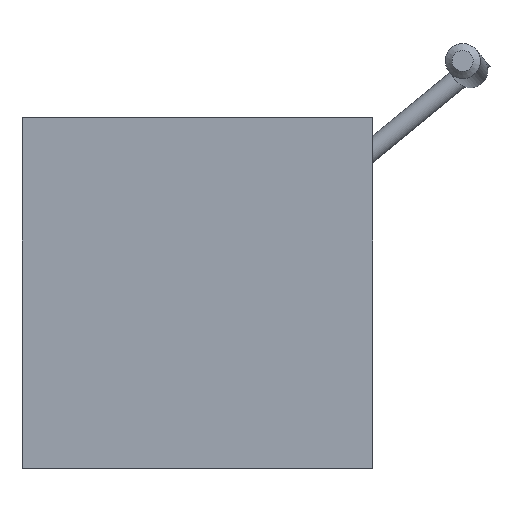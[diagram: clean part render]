
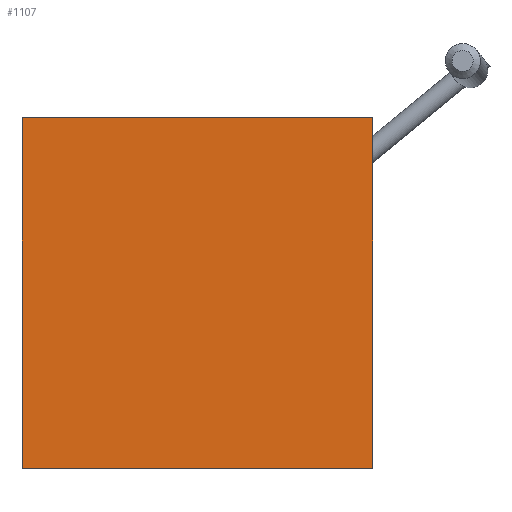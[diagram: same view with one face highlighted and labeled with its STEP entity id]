
A CAD part, front view. The second image highlights one B-rep face of the part: STEP entity #1107.
In plain terms, the highlighted planar face has unit normal (0, -1, 0).
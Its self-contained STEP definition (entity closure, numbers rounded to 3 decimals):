
#171=FACE_OUTER_BOUND('',#245,.T.);
#245=EDGE_LOOP('',(#867,#868,#869,#870));
#331=LINE('',#1850,#420);
#335=LINE('',#1858,#424);
#338=LINE('',#1864,#427);
#341=LINE('',#1869,#430);
#420=VECTOR('',#1505,10.);
#424=VECTOR('',#1511,10.);
#427=VECTOR('',#1516,10.);
#430=VECTOR('',#1521,10.);
#506=VERTEX_POINT('',#1848);
#507=VERTEX_POINT('',#1849);
#510=VERTEX_POINT('',#1857);
#512=VERTEX_POINT('',#1863);
#628=EDGE_CURVE('',#506,#507,#331,.T.);
#632=EDGE_CURVE('',#510,#506,#335,.T.);
#635=EDGE_CURVE('',#512,#510,#338,.T.);
#638=EDGE_CURVE('',#507,#512,#341,.T.);
#867=ORIENTED_EDGE('',*,*,#638,.F.);
#868=ORIENTED_EDGE('',*,*,#628,.F.);
#869=ORIENTED_EDGE('',*,*,#632,.F.);
#870=ORIENTED_EDGE('',*,*,#635,.F.);
#1056=PLANE('',#1286);
#1107=ADVANCED_FACE('',(#171),#1056,.F.);
#1286=AXIS2_PLACEMENT_3D('',#1872,#1525,#1526);
#1505=DIRECTION('',(0.,0.,-1.));
#1511=DIRECTION('',(1.,0.,0.));
#1516=DIRECTION('',(0.,0.,1.));
#1521=DIRECTION('',(-1.,0.,0.));
#1525=DIRECTION('center_axis',(0.,1.,0.));
#1526=DIRECTION('ref_axis',(0.,0.,1.));
#1848=CARTESIAN_POINT('',(50.,0.,50.));
#1849=CARTESIAN_POINT('',(50.,0.,-50.));
#1850=CARTESIAN_POINT('',(50.,0.,50.));
#1857=CARTESIAN_POINT('',(-50.,0.,50.));
#1858=CARTESIAN_POINT('',(-50.,0.,50.));
#1863=CARTESIAN_POINT('',(-50.,0.,-50.));
#1864=CARTESIAN_POINT('',(-50.,0.,-50.));
#1869=CARTESIAN_POINT('',(50.,0.,-50.));
#1872=CARTESIAN_POINT('Origin',(0.,0.,0.));
